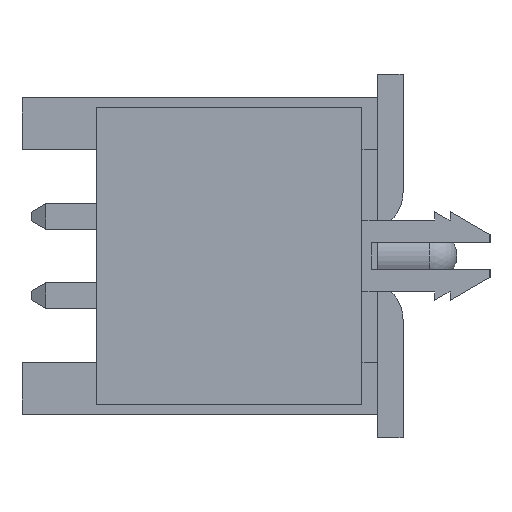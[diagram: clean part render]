
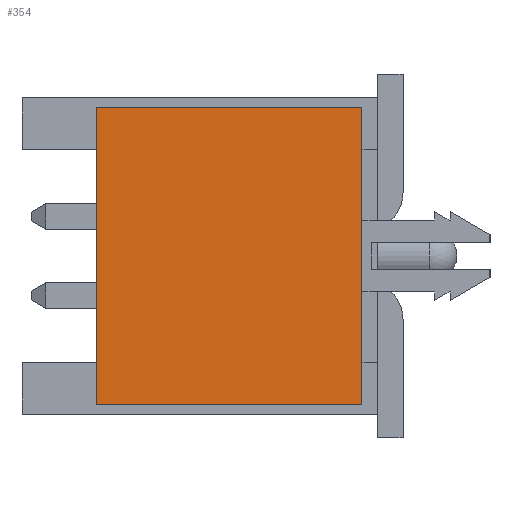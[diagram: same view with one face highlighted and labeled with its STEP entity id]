
A CAD part, left-side view. The second image highlights one B-rep face of the part: STEP entity #354.
In plain terms, the highlighted planar face has unit normal (-1, 0, 0).
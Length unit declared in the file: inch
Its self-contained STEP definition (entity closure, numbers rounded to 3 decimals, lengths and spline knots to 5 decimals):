
#345 = VECTOR ( 'NONE', #9770, 39.37008 ) ;
#354 = ADVANCED_FACE ( 'NONE', ( #5084 ), #1243, .T. ) ;
#948 = LINE ( 'NONE', #18791, #4658 ) ;
#1243 = PLANE ( 'NONE',  #5441 ) ;
#1643 = EDGE_CURVE ( 'NONE', #11250, #7327, #12959, .T. ) ;
#2989 = DIRECTION ( 'NONE',  ( 0., 0., -1. ) ) ;
#3907 = CARTESIAN_POINT ( 'NONE',  ( -0.299, 0.01, 0.094 ) ) ;
#4556 = CARTESIAN_POINT ( 'NONE',  ( -0.299, 0.178, 0.094 ) ) ;
#4559 = LINE ( 'NONE', #13150, #13469 ) ;
#4658 = VECTOR ( 'NONE', #2989, 39.37008 ) ;
#5084 = FACE_OUTER_BOUND ( 'NONE', #6122, .T. ) ;
#5405 = CARTESIAN_POINT ( 'NONE',  ( -0.299, 0.178, -0.094 ) ) ;
#5441 = AXIS2_PLACEMENT_3D ( 'NONE', #4556, #15605, #6167 ) ;
#6048 = VERTEX_POINT ( 'NONE', #12711 ) ;
#6122 = EDGE_LOOP ( 'NONE', ( #20023, #6641, #16283, #14173 ) ) ;
#6167 = DIRECTION ( 'NONE',  ( 0., 0., 1. ) ) ;
#6641 = ORIENTED_EDGE ( 'NONE', *, *, #8970, .F. ) ;
#7327 = VERTEX_POINT ( 'NONE', #19826 ) ;
#8571 = VERTEX_POINT ( 'NONE', #3907 ) ;
#8970 = EDGE_CURVE ( 'NONE', #6048, #8571, #4559, .T. ) ;
#9770 = DIRECTION ( 'NONE',  ( 0., -1., 0. ) ) ;
#11250 = VERTEX_POINT ( 'NONE', #5405 ) ;
#12711 = CARTESIAN_POINT ( 'NONE',  ( -0.299, 0.178, 0.094 ) ) ;
#12959 = LINE ( 'NONE', #15959, #345 ) ;
#13150 = CARTESIAN_POINT ( 'NONE',  ( -0.299, 0.178, 0.094 ) ) ;
#13469 = VECTOR ( 'NONE', #15664, 39.37008 ) ;
#13871 = CARTESIAN_POINT ( 'NONE',  ( -0.299, 0.178, 0.094 ) ) ;
#14173 = ORIENTED_EDGE ( 'NONE', *, *, #1643, .T. ) ;
#15605 = DIRECTION ( 'NONE',  ( -1., 0., 0. ) ) ;
#15664 = DIRECTION ( 'NONE',  ( 0., -1., 0. ) ) ;
#15959 = CARTESIAN_POINT ( 'NONE',  ( -0.299, 0.178, -0.094 ) ) ;
#16283 = ORIENTED_EDGE ( 'NONE', *, *, #18383, .T. ) ;
#18383 = EDGE_CURVE ( 'NONE', #6048, #11250, #18935, .T. ) ;
#18434 = VECTOR ( 'NONE', #18659, 39.37008 ) ;
#18659 = DIRECTION ( 'NONE',  ( 0., 0., -1. ) ) ;
#18791 = CARTESIAN_POINT ( 'NONE',  ( -0.299, 0.01, 0.094 ) ) ;
#18935 = LINE ( 'NONE', #13871, #18434 ) ;
#19826 = CARTESIAN_POINT ( 'NONE',  ( -0.299, 0.01, -0.094 ) ) ;
#19950 = EDGE_CURVE ( 'NONE', #8571, #7327, #948, .T. ) ;
#20023 = ORIENTED_EDGE ( 'NONE', *, *, #19950, .F. ) ;
